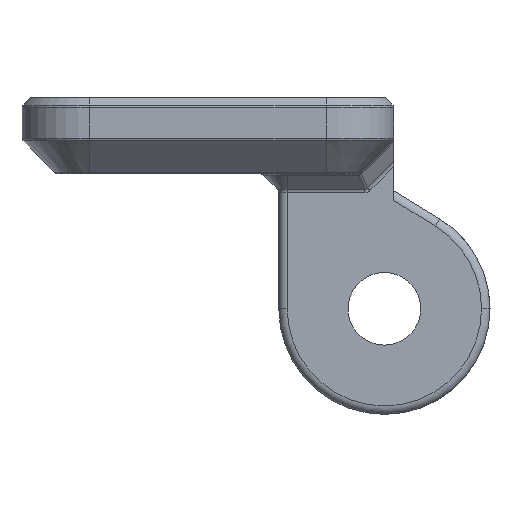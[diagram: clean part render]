
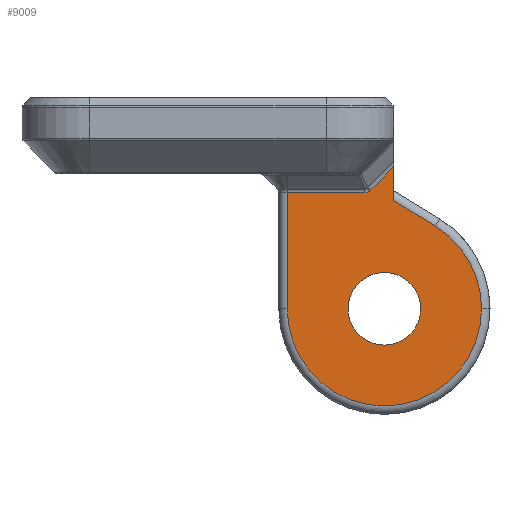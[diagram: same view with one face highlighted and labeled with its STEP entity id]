
A CAD part, left-side view. The second image highlights one B-rep face of the part: STEP entity #9009.
In plain terms, the highlighted planar face has unit normal (-1, 0, 0).
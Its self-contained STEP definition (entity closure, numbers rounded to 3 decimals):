
#117 = CARTESIAN_POINT ( 'NONE',  ( -9.6, 23.5, -6. ) ) ;
#171 = AXIS2_PLACEMENT_3D ( 'NONE', #7424, #9747, #626 ) ;
#221 = FACE_BOUND ( 'NONE', #7637, .T. ) ;
#456 = ORIENTED_EDGE ( 'NONE', *, *, #2199, .T. ) ;
#484 = CARTESIAN_POINT ( 'NONE',  ( -9.6, 20.487, -1.103 ) ) ;
#567 = EDGE_CURVE ( 'NONE', #4251, #4858, #1372, .T. ) ;
#626 = DIRECTION ( 'NONE',  ( 0., -1., 0. ) ) ;
#645 = EDGE_CURVE ( 'NONE', #9003, #8061, #2861, .T. ) ;
#668 = DIRECTION ( 'NONE',  ( 0., 0.707, -0.707 ) ) ;
#848 = CARTESIAN_POINT ( 'NONE',  ( -9.6, 24.66, 0.876 ) ) ;
#884 =( BOUNDED_CURVE ( )  B_SPLINE_CURVE ( 3, ( #848, #3862, #3119, #6853 ),
 .UNSPECIFIED., .F., .T. ) 
 B_SPLINE_CURVE_WITH_KNOTS ( ( 4, 4 ),
 ( 2.868, 3.416 ),
 .UNSPECIFIED. ) 
 CURVE ( )  GEOMETRIC_REPRESENTATION_ITEM ( )  RATIONAL_B_SPLINE_CURVE ( ( 1., 0.975, 0.975, 1. ) ) 
 REPRESENTATION_ITEM ( '' )  );
#940 = CARTESIAN_POINT ( 'NONE',  ( -9.6, 30.549, 5.089 ) ) ;
#948 = CARTESIAN_POINT ( 'NONE',  ( -9.6, 29.25, 0.876 ) ) ;
#1197 = CARTESIAN_POINT ( 'NONE',  ( -9.6, 30.912, 0.876 ) ) ;
#1372 = LINE ( 'NONE', #2168, #3668 ) ;
#1408 = LINE ( 'NONE', #2837, #5170 ) ;
#1639 = CARTESIAN_POINT ( 'NONE',  ( -9.6, 30.912, 4.5 ) ) ;
#2168 = CARTESIAN_POINT ( 'NONE',  ( -9.6, 22.95, 2. ) ) ;
#2199 = EDGE_CURVE ( 'NONE', #5430, #7603, #6783, .T. ) ;
#2276 = EDGE_LOOP ( 'NONE', ( #9673, #3794, #5035, #5350, #3676, #3885, #456, #5513 ) ) ;
#2484 = CARTESIAN_POINT ( 'NONE',  ( -9.6, 22.95, 2.41 ) ) ;
#2509 = DIRECTION ( 'NONE',  ( -1., 0., 0. ) ) ;
#2570 = FACE_OUTER_BOUND ( 'NONE', #2276, .T. ) ;
#2837 = CARTESIAN_POINT ( 'NONE',  ( -9.6, 25.886, -0.526 ) ) ;
#2861 = LINE ( 'NONE', #3505, #4453 ) ;
#2862 = AXIS2_PLACEMENT_3D ( 'NONE', #9376, #4193, #8828 ) ;
#2918 = CARTESIAN_POINT ( 'NONE',  ( -9.6, 22.95, 0.413 ) ) ;
#2924 = EDGE_CURVE ( 'NONE', #5208, #9003, #9497, .T. ) ;
#3119 = CARTESIAN_POINT ( 'NONE',  ( -9.6, 24.442, 0.918 ) ) ;
#3172 = PLANE ( 'NONE',  #5539 ) ;
#3505 = CARTESIAN_POINT ( 'NONE',  ( -9.6, 29.25, 4.5 ) ) ;
#3654 = DIRECTION ( 'NONE',  ( 0., 0., -1. ) ) ;
#3668 = VECTOR ( 'NONE', #4234, 1000. ) ;
#3676 = ORIENTED_EDGE ( 'NONE', *, *, #645, .T. ) ;
#3794 = ORIENTED_EDGE ( 'NONE', *, *, #4137, .T. ) ;
#3862 = CARTESIAN_POINT ( 'NONE',  ( -9.6, 24.544, 0.876 ) ) ;
#3885 = ORIENTED_EDGE ( 'NONE', *, *, #8998, .T. ) ;
#3955 = CARTESIAN_POINT ( 'NONE',  ( -9.6, 23.5, -8.15 ) ) ;
#3967 = DIRECTION ( 'NONE',  ( 0., -1., 0. ) ) ;
#4067 = VERTEX_POINT ( 'NONE', #9694 ) ;
#4137 = EDGE_CURVE ( 'NONE', #4251, #7278, #1408, .T. ) ;
#4193 = DIRECTION ( 'NONE',  ( -1., 0., 0. ) ) ;
#4231 = VECTOR ( 'NONE', #9303, 1000. ) ;
#4234 = DIRECTION ( 'NONE',  ( 0., 0., -1. ) ) ;
#4251 = VERTEX_POINT ( 'NONE', #2484 ) ;
#4453 = VECTOR ( 'NONE', #3654, 1000. ) ;
#4642 = LINE ( 'NONE', #940, #5176 ) ;
#4791 = DIRECTION ( 'NONE',  ( -1., 0., 0. ) ) ;
#4808 = CARTESIAN_POINT ( 'NONE',  ( -9.6, 29.25, -6. ) ) ;
#4858 = VERTEX_POINT ( 'NONE', #2918 ) ;
#4883 = CIRCLE ( 'NONE', #171, 2.15 ) ;
#4997 = CARTESIAN_POINT ( 'NONE',  ( -9.6, 24.66, 0.876 ) ) ;
#5035 = ORIENTED_EDGE ( 'NONE', *, *, #9060, .F. ) ;
#5170 = VECTOR ( 'NONE', #668, 1000. ) ;
#5176 = VECTOR ( 'NONE', #8573, 1000. ) ;
#5208 = VERTEX_POINT ( 'NONE', #4997 ) ;
#5350 = ORIENTED_EDGE ( 'NONE', *, *, #2924, .T. ) ;
#5370 = CARTESIAN_POINT ( 'NONE',  ( -9.6, 23.5, -6. ) ) ;
#5430 = VERTEX_POINT ( 'NONE', #8539 ) ;
#5513 = ORIENTED_EDGE ( 'NONE', *, *, #5896, .T. ) ;
#5539 = AXIS2_PLACEMENT_3D ( 'NONE', #1639, #4791, #6222 ) ;
#5896 = EDGE_CURVE ( 'NONE', #7603, #4858, #4642, .T. ) ;
#6142 = AXIS2_PLACEMENT_3D ( 'NONE', #5370, #2509, #9219 ) ;
#6222 = DIRECTION ( 'NONE',  ( 0., -1., 0. ) ) ;
#6783 = CIRCLE ( 'NONE', #2862, 5.75 ) ;
#6792 = CIRCLE ( 'NONE', #6948, 5.75 ) ;
#6853 = CARTESIAN_POINT ( 'NONE',  ( -9.6, 24.36, 1. ) ) ;
#6948 = AXIS2_PLACEMENT_3D ( 'NONE', #117, #8439, #3967 ) ;
#7069 = CIRCLE ( 'NONE', #6142, 2.15 ) ;
#7175 = ORIENTED_EDGE ( 'NONE', *, *, #7678, .F. ) ;
#7278 = VERTEX_POINT ( 'NONE', #8186 ) ;
#7424 = CARTESIAN_POINT ( 'NONE',  ( -9.6, 23.5, -6. ) ) ;
#7434 = EDGE_CURVE ( 'NONE', #9321, #4067, #7069, .T. ) ;
#7603 = VERTEX_POINT ( 'NONE', #484 ) ;
#7637 = EDGE_LOOP ( 'NONE', ( #7175, #9554 ) ) ;
#7678 = EDGE_CURVE ( 'NONE', #4067, #9321, #4883, .T. ) ;
#8061 = VERTEX_POINT ( 'NONE', #4808 ) ;
#8186 = CARTESIAN_POINT ( 'NONE',  ( -9.6, 24.36, 1. ) ) ;
#8439 = DIRECTION ( 'NONE',  ( -1., 0., 0. ) ) ;
#8539 = CARTESIAN_POINT ( 'NONE',  ( -9.6, 17.75, -6. ) ) ;
#8573 = DIRECTION ( 'NONE',  ( 0., 0.852, 0.524 ) ) ;
#8828 = DIRECTION ( 'NONE',  ( 0., -1., 0. ) ) ;
#8998 = EDGE_CURVE ( 'NONE', #8061, #5430, #6792, .T. ) ;
#9003 = VERTEX_POINT ( 'NONE', #948 ) ;
#9009 = ADVANCED_FACE ( 'NONE', ( #2570, #221 ), #3172, .T. ) ;
#9060 = EDGE_CURVE ( 'NONE', #5208, #7278, #884, .T. ) ;
#9219 = DIRECTION ( 'NONE',  ( 0., -1., 0. ) ) ;
#9303 = DIRECTION ( 'NONE',  ( 0., 1., 0. ) ) ;
#9321 = VERTEX_POINT ( 'NONE', #3955 ) ;
#9376 = CARTESIAN_POINT ( 'NONE',  ( -9.6, 23.5, -6. ) ) ;
#9497 = LINE ( 'NONE', #1197, #4231 ) ;
#9554 = ORIENTED_EDGE ( 'NONE', *, *, #7434, .F. ) ;
#9673 = ORIENTED_EDGE ( 'NONE', *, *, #567, .F. ) ;
#9694 = CARTESIAN_POINT ( 'NONE',  ( -9.6, 23.5, -3.85 ) ) ;
#9747 = DIRECTION ( 'NONE',  ( -1., 0., 0. ) ) ;
